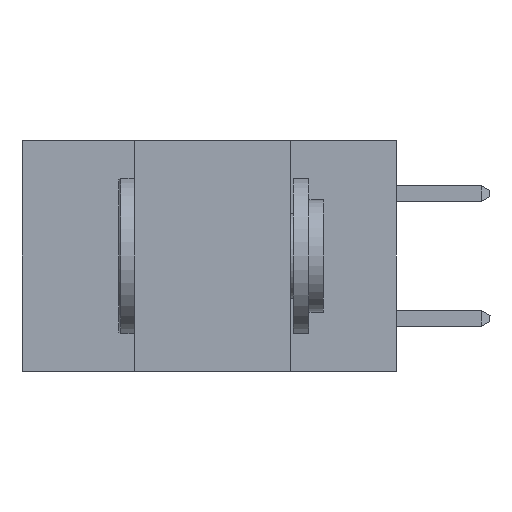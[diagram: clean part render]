
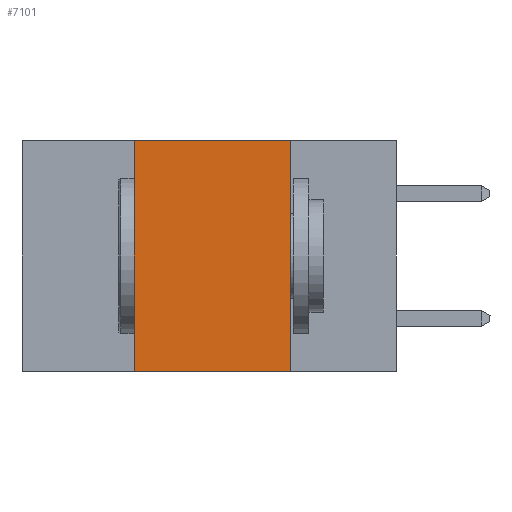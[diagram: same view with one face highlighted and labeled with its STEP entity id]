
A CAD part, left-side view. The second image highlights one B-rep face of the part: STEP entity #7101.
In plain terms, the highlighted planar face has unit normal (-1, 0, 0).
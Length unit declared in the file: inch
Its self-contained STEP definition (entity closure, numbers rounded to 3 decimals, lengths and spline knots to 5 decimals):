
#176 = ORIENTED_EDGE ( 'NONE', *, *, #8801, .F. ) ;
#197 = DIRECTION ( 'NONE',  ( 0., -1., 0. ) ) ;
#750 = ORIENTED_EDGE ( 'NONE', *, *, #7605, .F. ) ;
#1002 = LINE ( 'NONE', #19566, #5866 ) ;
#1145 = CARTESIAN_POINT ( 'NONE',  ( 0., 0.6, 0. ) ) ;
#1567 = LINE ( 'NONE', #9567, #19715 ) ;
#1944 = CARTESIAN_POINT ( 'NONE',  ( 0., 0.6, 0. ) ) ;
#2149 = VERTEX_POINT ( 'NONE', #12185 ) ;
#3038 = VECTOR ( 'NONE', #22173, 39.37008 ) ;
#5866 = VECTOR ( 'NONE', #197, 39.37008 ) ;
#6193 = VERTEX_POINT ( 'NONE', #15713 ) ;
#6388 = EDGE_CURVE ( 'NONE', #2149, #11339, #1002, .T. ) ;
#7003 = CARTESIAN_POINT ( 'NONE',  ( 0., 0.42, -0.37 ) ) ;
#7101 = ADVANCED_FACE ( 'NONE', ( #14340 ), #17765, .F. ) ;
#7350 = EDGE_LOOP ( 'NONE', ( #9281, #176, #750, #10372 ) ) ;
#7423 = DIRECTION ( 'NONE',  ( 0., 0., -1. ) ) ;
#7605 = EDGE_CURVE ( 'NONE', #2149, #6193, #9980, .T. ) ;
#7995 = AXIS2_PLACEMENT_3D ( 'NONE', #1944, #17842, #7423 ) ;
#8100 = CARTESIAN_POINT ( 'NONE',  ( 0., 0.17, -0.37 ) ) ;
#8801 = EDGE_CURVE ( 'NONE', #6193, #17557, #21616, .T. ) ;
#9281 = ORIENTED_EDGE ( 'NONE', *, *, #9987, .F. ) ;
#9567 = CARTESIAN_POINT ( 'NONE',  ( 0., 0.17, -0.37 ) ) ;
#9980 = LINE ( 'NONE', #7003, #19147 ) ;
#9987 = EDGE_CURVE ( 'NONE', #17557, #11339, #1567, .T. ) ;
#10372 = ORIENTED_EDGE ( 'NONE', *, *, #6388, .T. ) ;
#11325 = DIRECTION ( 'NONE',  ( 0., 0., -1. ) ) ;
#11339 = VERTEX_POINT ( 'NONE', #8100 ) ;
#12185 = CARTESIAN_POINT ( 'NONE',  ( 0., 0.42, -0.37 ) ) ;
#14340 = FACE_OUTER_BOUND ( 'NONE', #7350, .T. ) ;
#15713 = CARTESIAN_POINT ( 'NONE',  ( 0., 0.42, 0. ) ) ;
#17557 = VERTEX_POINT ( 'NONE', #17786 ) ;
#17765 = PLANE ( 'NONE',  #7995 ) ;
#17786 = CARTESIAN_POINT ( 'NONE',  ( 0., 0.17, 0. ) ) ;
#17842 = DIRECTION ( 'NONE',  ( 1., 0., 0. ) ) ;
#19147 = VECTOR ( 'NONE', #19156, 39.37008 ) ;
#19156 = DIRECTION ( 'NONE',  ( 0., 0., 1. ) ) ;
#19566 = CARTESIAN_POINT ( 'NONE',  ( 0., 0.6, -0.37 ) ) ;
#19715 = VECTOR ( 'NONE', #11325, 39.37008 ) ;
#21616 = LINE ( 'NONE', #1145, #3038 ) ;
#22173 = DIRECTION ( 'NONE',  ( 0., -1., 0. ) ) ;
